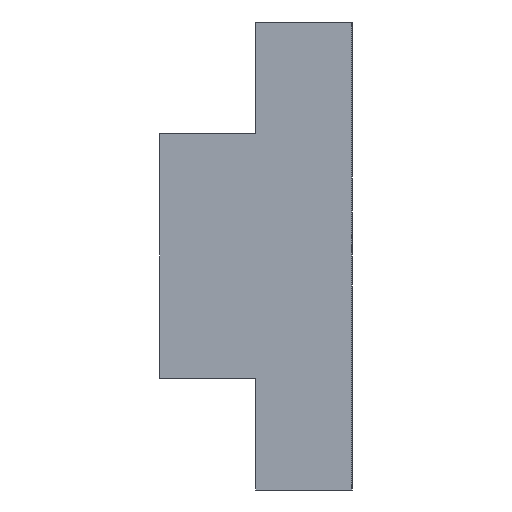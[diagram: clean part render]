
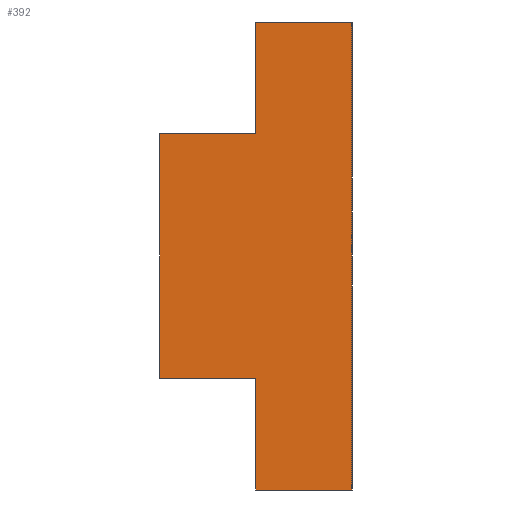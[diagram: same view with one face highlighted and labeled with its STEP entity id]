
A CAD part, left-side view. The second image highlights one B-rep face of the part: STEP entity #392.
In plain terms, the highlighted planar face has unit normal (-1, 0, 0).
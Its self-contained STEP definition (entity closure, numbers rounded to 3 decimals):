
#6 = CARTESIAN_POINT ( 'NONE',  ( 0., 4., -5.1 ) ) ;
#20 = CARTESIAN_POINT ( 'NONE',  ( 0., 4., 9.75 ) ) ;
#24 = DIRECTION ( 'NONE',  ( 0., -1., 0. ) ) ;
#25 = VECTOR ( 'NONE', #24, 1000. ) ;
#33 = DIRECTION ( 'NONE',  ( 0., -1., 0. ) ) ;
#34 = VECTOR ( 'NONE', #33, 1000. ) ;
#35 = CARTESIAN_POINT ( 'NONE',  ( 0., 4., 9.75 ) ) ;
#36 = LINE ( 'NONE', #35, #34 ) ;
#43 = DIRECTION ( 'NONE',  ( 0., 0., -1. ) ) ;
#44 = DIRECTION ( 'NONE',  ( 1., 0., 0. ) ) ;
#46 = CARTESIAN_POINT ( 'NONE',  ( 0., 8., 5.1 ) ) ;
#49 = CARTESIAN_POINT ( 'NONE',  ( 0., 0., -9.75 ) ) ;
#50 = DIRECTION ( 'NONE',  ( 0., 1., 0. ) ) ;
#51 = VECTOR ( 'NONE', #50, 1000. ) ;
#52 = CARTESIAN_POINT ( 'NONE',  ( 0., 4., -5.1 ) ) ;
#60 = LINE ( 'NONE', #52, #51 ) ;
#80 = DIRECTION ( 'NONE',  ( 0., 1., 0. ) ) ;
#81 = VECTOR ( 'NONE', #80, 1000. ) ;
#84 = AXIS2_PLACEMENT_3D ( 'NONE', #89, #44, #43 ) ;
#89 = CARTESIAN_POINT ( 'NONE',  ( 0., 0., 9.75 ) ) ;
#90 = PLANE ( 'NONE',  #84 ) ;
#91 = FACE_OUTER_BOUND ( 'NONE', #296, .T. ) ;
#96 = LINE ( 'NONE', #100, #99 ) ;
#98 = DIRECTION ( 'NONE',  ( 0., 0., 1. ) ) ;
#99 = VECTOR ( 'NONE', #98, 1000. ) ;
#100 = CARTESIAN_POINT ( 'NONE',  ( 0., 8., -5.1 ) ) ;
#104 = CARTESIAN_POINT ( 'NONE',  ( 0., 8., 5.1 ) ) ;
#105 = LINE ( 'NONE', #104, #25 ) ;
#219 = VECTOR ( 'NONE', #231, 1000. ) ;
#223 = LINE ( 'NONE', #232, #219 ) ;
#231 = DIRECTION ( 'NONE',  ( 0., 0., 1. ) ) ;
#232 = CARTESIAN_POINT ( 'NONE',  ( 0., 4., 5.1 ) ) ;
#235 = VERTEX_POINT ( 'NONE', #435 ) ;
#237 = ORIENTED_EDGE ( 'NONE', *, *, #474, .F. ) ;
#245 = EDGE_CURVE ( 'NONE', #235, #453, #223, .T. ) ;
#291 = ORIENTED_EDGE ( 'NONE', *, *, #468, .F. ) ;
#292 = ORIENTED_EDGE ( 'NONE', *, *, #398, .F. ) ;
#296 = EDGE_LOOP ( 'NONE', ( #237, #317, #394, #292, #393, #409, #291, #410 ) ) ;
#317 = ORIENTED_EDGE ( 'NONE', *, *, #245, .F. ) ;
#324 = VERTEX_POINT ( 'NONE', #632 ) ;
#332 = EDGE_CURVE ( 'NONE', #324, #465, #580, .T. ) ;
#354 = VERTEX_POINT ( 'NONE', #643 ) ;
#363 = VERTEX_POINT ( 'NONE', #637 ) ;
#375 = EDGE_CURVE ( 'NONE', #354, #469, #647, .T. ) ;
#392 = ADVANCED_FACE ( 'NONE', ( #91 ), #90, .F. ) ;
#393 = ORIENTED_EDGE ( 'NONE', *, *, #463, .F. ) ;
#394 = ORIENTED_EDGE ( 'NONE', *, *, #427, .F. ) ;
#398 = EDGE_CURVE ( 'NONE', #363, #402, #96, .T. ) ;
#402 = VERTEX_POINT ( 'NONE', #46 ) ;
#409 = ORIENTED_EDGE ( 'NONE', *, *, #332, .F. ) ;
#410 = ORIENTED_EDGE ( 'NONE', *, *, #375, .F. ) ;
#427 = EDGE_CURVE ( 'NONE', #402, #235, #105, .T. ) ;
#435 = CARTESIAN_POINT ( 'NONE',  ( 0., 4., 5.1 ) ) ;
#453 = VERTEX_POINT ( 'NONE', #20 ) ;
#463 = EDGE_CURVE ( 'NONE', #465, #363, #60, .T. ) ;
#465 = VERTEX_POINT ( 'NONE', #6 ) ;
#468 = EDGE_CURVE ( 'NONE', #469, #324, #662, .T. ) ;
#469 = VERTEX_POINT ( 'NONE', #661 ) ;
#474 = EDGE_CURVE ( 'NONE', #453, #354, #36, .T. ) ;
#578 = DIRECTION ( 'NONE',  ( 0., 0., 1. ) ) ;
#579 = VECTOR ( 'NONE', #578, 1000. ) ;
#580 = LINE ( 'NONE', #630, #579 ) ;
#630 = CARTESIAN_POINT ( 'NONE',  ( 0., 4., -9.75 ) ) ;
#632 = CARTESIAN_POINT ( 'NONE',  ( 0., 4., -9.75 ) ) ;
#636 = CARTESIAN_POINT ( 'NONE',  ( 0., 0., 9.75 ) ) ;
#637 = CARTESIAN_POINT ( 'NONE',  ( 0., 8., -5.1 ) ) ;
#643 = CARTESIAN_POINT ( 'NONE',  ( 0., 0., 9.75 ) ) ;
#647 = LINE ( 'NONE', #636, #648 ) ;
#648 = VECTOR ( 'NONE', #656, 1000. ) ;
#656 = DIRECTION ( 'NONE',  ( 0., 0., -1. ) ) ;
#661 = CARTESIAN_POINT ( 'NONE',  ( 0., 0., -9.75 ) ) ;
#662 = LINE ( 'NONE', #49, #81 ) ;
